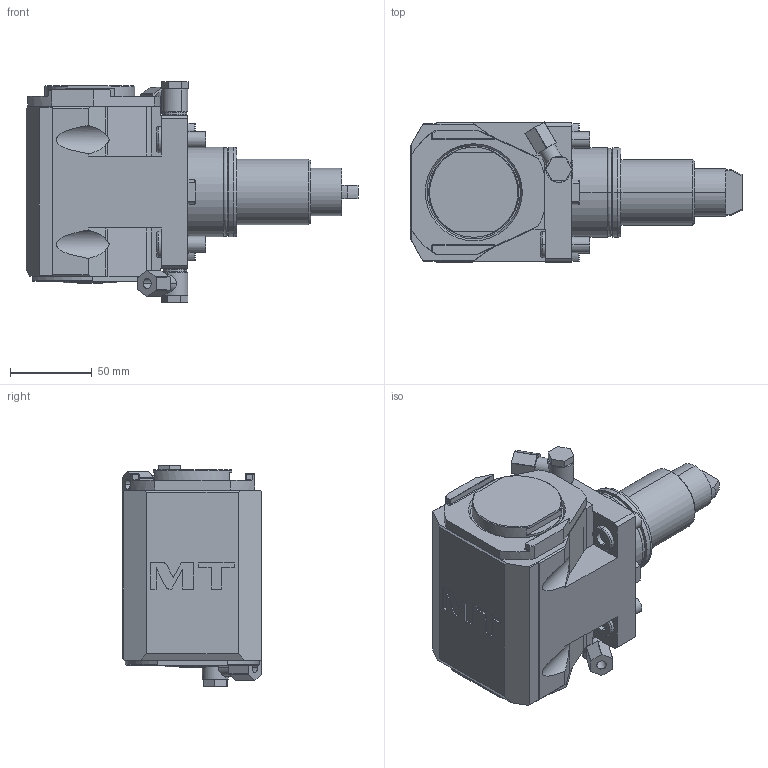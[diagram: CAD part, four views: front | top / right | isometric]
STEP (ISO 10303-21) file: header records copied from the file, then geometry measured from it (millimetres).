
FILE_DESCRIPTION((''),'2;1');
FILE_NAME('DWO1702520_CONF','2023-03-27T16:44:04',('smalpassi'),('M.T. srl'),'CREO PARAMETRIC BY PTC INC, 2021072','CREO PARAMETRIC BY PTC INC, 2021072','');
FILE_SCHEMA(('CONFIG_CONTROL_DESIGN'));
Length unit declared in the file: millimetre
Products named in the file (1): DWO1702520_CONF
Bounding box: 203 x 85.5 x 135 mm (x, y, z)
Volume: 996199.9 mm3; surface area: 90752 mm2
Topology: 1 solids, 1 shells, 490 faces, 1213 edges, 780 vertices
Faces by surface type: plane 232, cylinder 152, cone 71, torus 27, bspline 6, extrusion 2
Entity records: 15586 total; most frequent: CARTESIAN_POINT 3758, DIRECTION 2505, ORIENTED_EDGE 2426, EDGE_CURVE 1213, AXIS2_PLACEMENT_3D 940, VERTEX_POINT 780, VECTOR 625, LINE 623
